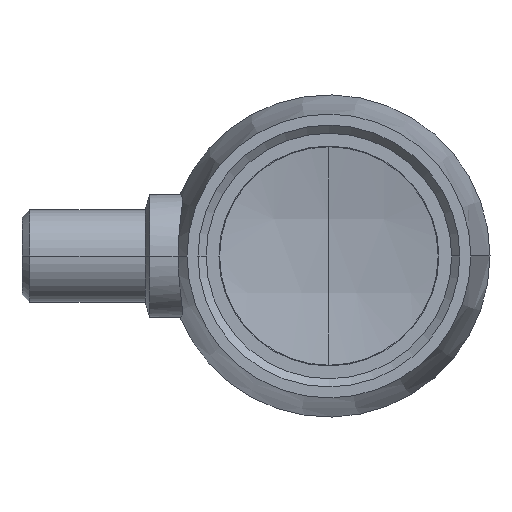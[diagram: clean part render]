
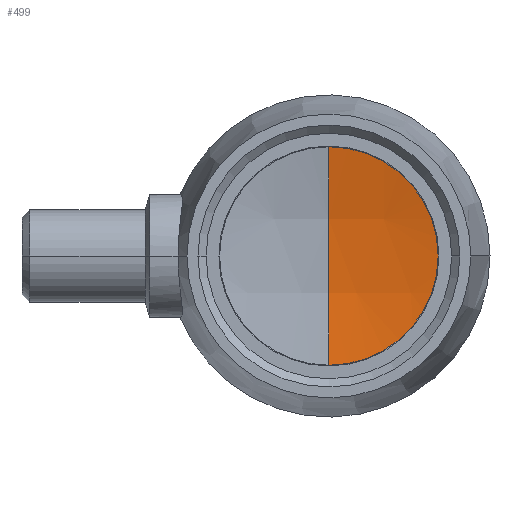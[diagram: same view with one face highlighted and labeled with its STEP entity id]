
A CAD part, left-side view. The second image highlights one B-rep face of the part: STEP entity #499.
In plain terms, the highlighted spherical face has radius 68.876 mm.
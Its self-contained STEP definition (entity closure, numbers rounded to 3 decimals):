
#499 = ADVANCED_FACE( '', ( #1158 ), #1159, .F. );
#541 = VERTEX_POINT( '', #1203 );
#579 = VERTEX_POINT( '', #1243 );
#655 = EDGE_CURVE( '', #579, #541, #1330, .T. );
#789 = EDGE_CURVE( '', #579, #541, #1485, .T. );
#1158 = FACE_OUTER_BOUND( '', #2021, .T. );
#1159 = SPHERICAL_SURFACE( '', #2022, 68.876 );
#1203 = CARTESIAN_POINT( '', ( 45.061, 0., 14.242 ) );
#1243 = CARTESIAN_POINT( '', ( 45.061, 0., -14.242 ) );
#1330 = CIRCLE( '', #2384, 14.242 );
#1485 = CIRCLE( '', #2643, 68.876 );
#2021 = EDGE_LOOP( '', ( #3225, #3226 ) );
#2022 = AXIS2_PLACEMENT_3D( '', #3227, #3228, #3229 );
#2384 = AXIS2_PLACEMENT_3D( '', #3410, #3411, #3412 );
#2643 = AXIS2_PLACEMENT_3D( '', #3627, #3628, #3629 );
#3225 = ORIENTED_EDGE( '', *, *, #789, .F. );
#3226 = ORIENTED_EDGE( '', *, *, #655, .T. );
#3227 = CARTESIAN_POINT( '', ( -22.326, 0., 0. ) );
#3228 = DIRECTION( '', ( 0., 0., 1. ) );
#3229 = DIRECTION( '', ( 1., 0., 0. ) );
#3410 = CARTESIAN_POINT( '', ( 45.061, 0., 0. ) );
#3411 = DIRECTION( '', ( -1., 0., 0. ) );
#3412 = DIRECTION( '', ( 0., 1., 0. ) );
#3627 = CARTESIAN_POINT( '', ( -22.326, 0., 0. ) );
#3628 = DIRECTION( '', ( 0., -1., 0. ) );
#3629 = DIRECTION( '', ( 0., 0., -1. ) );
